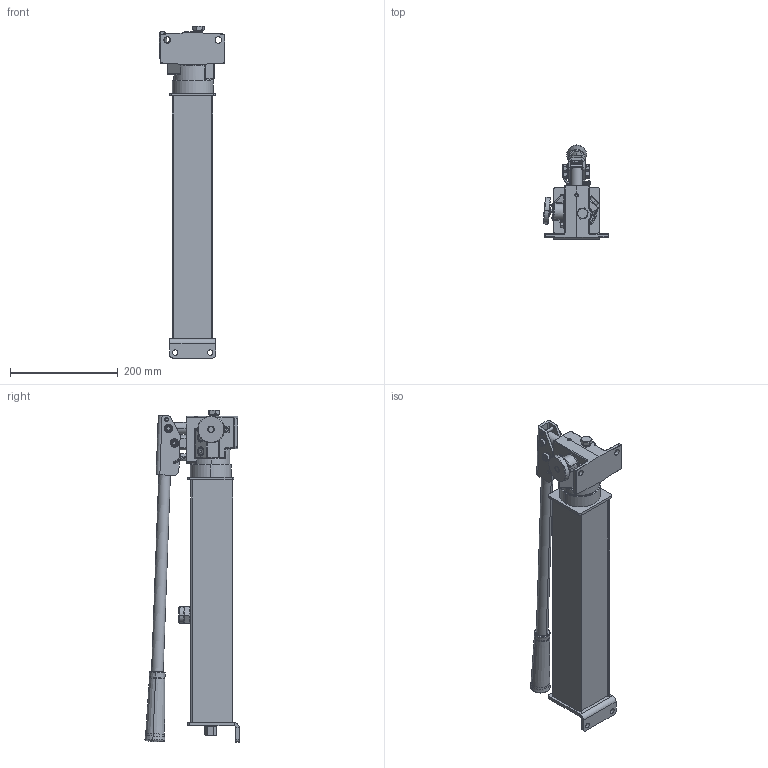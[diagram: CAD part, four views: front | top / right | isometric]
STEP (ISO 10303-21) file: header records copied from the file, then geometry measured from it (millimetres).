
FILE_DESCRIPTION (( 'STEP AP214' ), '1' );
FILE_NAME ('H2818.STEP', '2018-04-16T06:31:31', ( '' ), ( '' ), 'SwSTEP 2.0', 'SolidWorks 2018', '' );
FILE_SCHEMA (( 'AUTOMOTIVE_DESIGN' ));
Length unit declared in the file: millimetre
Products named in the file (1): H2818
Bounding box: 122.5 x 174.99 x 617 mm (x, y, z)
Volume: 1280969.8 mm3; surface area: 588956.1 mm2
Topology: 78 solids, 78 shells, 2077 faces, 4613 edges, 2705 vertices
Faces by surface type: cylinder 586, plane 489, bspline 446, cone 389, torus 122, sphere 45
Entity records: 341822 total; most frequent: CARTESIAN_POINT 275683, ORIENTED_EDGE 9088, DIRECTION 8419, EDGE_CURVE 4544, AXIS2_PLACEMENT_3D 3473, VERTEX_POINT 2690, EDGE_LOOP 2288, UNCERTAINTY_MEASURE_WITH_UNIT 2157
